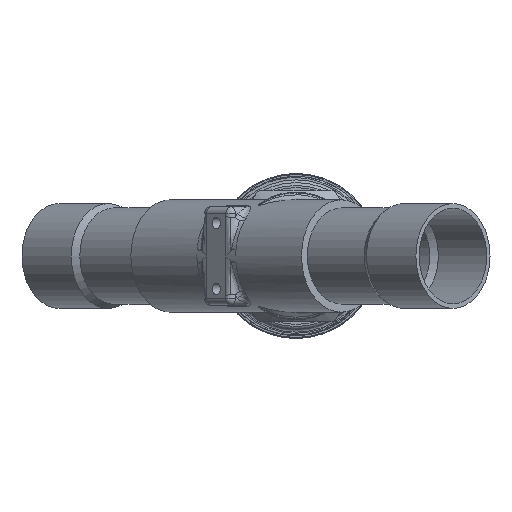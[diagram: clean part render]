
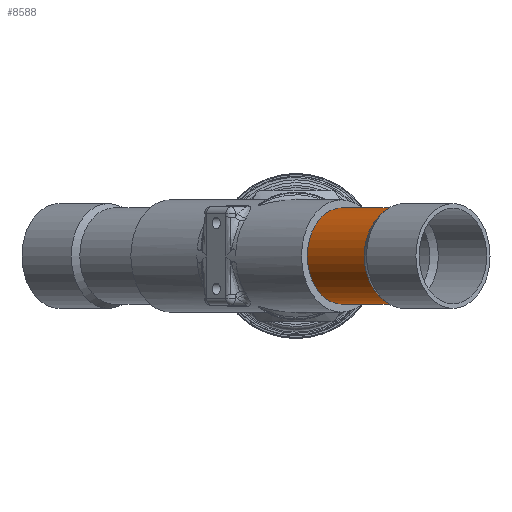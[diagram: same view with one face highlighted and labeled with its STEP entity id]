
A CAD part, front view. The second image highlights one B-rep face of the part: STEP entity #8588.
In plain terms, the highlighted cylindrical face has radius 17.5 mm (diameter 35 mm), a full revolution.
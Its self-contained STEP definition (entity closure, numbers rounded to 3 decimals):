
#880=CYLINDRICAL_SURFACE('',#9485,17.5);
#1305=FACE_OUTER_BOUND('',#1824,.T.);
#1824=EDGE_LOOP('',(#7489,#7490,#7491,#7492,#7493));
#2180=LINE('',#35664,#2531);
#2531=VECTOR('',#11555,17.5);
#2862=CIRCLE('',#9166,17.5);
#3036=CIRCLE('',#9472,17.5);
#3037=CIRCLE('',#9473,17.5);
#3604=VERTEX_POINT('',#25307);
#3866=VERTEX_POINT('',#35637);
#3867=VERTEX_POINT('',#35639);
#4685=EDGE_CURVE('',#3604,#3604,#2862,.T.);
#5083=EDGE_CURVE('',#3867,#3866,#3036,.T.);
#5084=EDGE_CURVE('',#3866,#3867,#3037,.T.);
#5095=EDGE_CURVE('',#3604,#3867,#2180,.T.);
#7489=ORIENTED_EDGE('',*,*,#4685,.T.);
#7490=ORIENTED_EDGE('',*,*,#5095,.T.);
#7491=ORIENTED_EDGE('',*,*,#5083,.T.);
#7492=ORIENTED_EDGE('',*,*,#5084,.T.);
#7493=ORIENTED_EDGE('',*,*,#5095,.F.);
#8588=ADVANCED_FACE('',(#1305),#880,.T.);
#9166=AXIS2_PLACEMENT_3D('',#25308,#10788,#10789);
#9472=AXIS2_PLACEMENT_3D('',#35640,#11523,#11524);
#9473=AXIS2_PLACEMENT_3D('',#35641,#11525,#11526);
#9485=AXIS2_PLACEMENT_3D('',#35663,#11553,#11554);
#10788=DIRECTION('center_axis',(0.707,-0.707,0.));
#10789=DIRECTION('ref_axis',(0.,0.,-1.));
#11523=DIRECTION('center_axis',(-0.707,0.707,0.));
#11524=DIRECTION('ref_axis',(0.,0.,1.));
#11525=DIRECTION('center_axis',(-0.707,0.707,0.));
#11526=DIRECTION('ref_axis',(0.,0.,1.));
#11553=DIRECTION('center_axis',(-0.707,0.707,0.));
#11554=DIRECTION('ref_axis',(0.,0.,1.));
#11555=DIRECTION('',(0.707,-0.707,0.));
#25307=CARTESIAN_POINT('',(-27.205,-27.154,-44.856));
#25308=CARTESIAN_POINT('Origin',(-27.205,-27.154,-27.356));
#35637=CARTESIAN_POINT('',(-6.486,-47.873,-9.856));
#35639=CARTESIAN_POINT('',(-6.486,-47.873,-44.856));
#35640=CARTESIAN_POINT('Origin',(-6.486,-47.873,-27.356));
#35641=CARTESIAN_POINT('Origin',(-6.486,-47.873,-27.356));
#35663=CARTESIAN_POINT('Origin',(-34.983,-19.376,-27.356));
#35664=CARTESIAN_POINT('',(-34.983,-19.376,-44.856));
